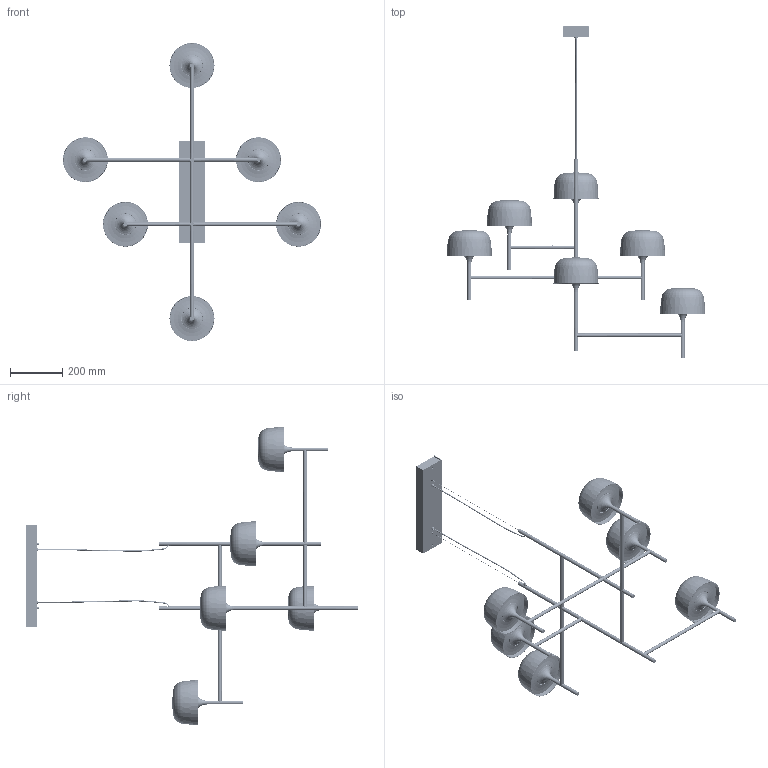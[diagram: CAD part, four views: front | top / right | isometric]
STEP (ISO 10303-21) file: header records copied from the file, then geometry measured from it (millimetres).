
FILE_DESCRIPTION (( 'STEP AP203' ), '1' );
FILE_NAME ('BOL S-6L 201022xxyyy.STEP', '2022-03-21T16:02:02', ( '' ), ( '' ), 'SwSTEP 2.0', 'SolidWorks 2019', '' );
FILE_SCHEMA (( 'CONFIG_CONTROL_DESIGN' ));
Length unit declared in the file: millimetre
Products named in the file (57): 000-201-056; 000-D913-44 NY; 000-SUB-201 CBZ; 000-201-093; 000-201-099; 000-201-094; 000-201-084; 000-920-062; 000-201-057; 000-D6798J-5.3A2; 000-201-054; 000-201-BOL SUB TAPA FINAL DRIVERS; 000-201-BOL SUB PORTADRIVERS 6E; 000-201-089; 000-201-066; 000-201-086; 000-116-SUB PRENSACABLES CON TOMA TIERRA; 000-116-166; 000-SUB-201 BOL BRAZO 407; 000-905-017; 000-201-065; 000-D913-44A2; 000-D934-M3; 000-SUB-201 BOL BRAZO 254; 000-201-087; 000-201-092; BOL S-6L 201022xxyyy; 000-909-043; 000-D913-68; 000-920-024; 000-D934-M4 A2; 000-D7985-510; CABLE ELECTRICO; 000-201-090; 000-EUCHIPS 40; 000-SUB-201 BOL BRAZO 360; 000-201-130; 000-201-055; 000-D6798J-4.3A2; 000-D7985-316 ...
Assembly tree (131 placements, depth 4):
  BOL S-6L 201022xxyyy
    000-SUB-201 BOL ES_CH V6
      000-201-091
      000-201-092  x2
      000-201-090
      000-201-066
      000-D913-68  x2
      000-201-099  x6
      000-201-130  x2
      000-201-084  x2
    000-SUB-201 BOL BRAZO 407
      000-201-089
      000-201-065
      000-201-066
      000-201-098
    000-SUB-201 BOL BRAZO 407
      000-201-089
      000-201-065
      000-201-066
      000-201-098
    000-SUB-201 BOL BRAZO 360
      000-201-098
      000-201-086
      000-201-065
      000-201-066
    000-SUB-201 BOL BRAZO 360
      000-201-098
      000-201-086
      000-201-065
      000-201-066
    000-SUB-201 BOL BRAZO 254
      000-201-087
      000-201-065
      000-201-066
    000-SUB-201 BOL BRAZO 254
      000-201-087
      000-201-065
      000-201-066
    000-SUB-201 CBZ
      000-201-053
      000-201-055
      000-201-056
      000-201-057
      000-201-054
    000-SUB-201 CBZ
      000-201-053
      000-201-055
      000-201-056
      000-201-057
      000-201-054
    000-SUB-201 CBZ
      000-201-053
      000-201-055
      000-201-056
      000-201-057
      000-201-054
    000-SUB-201 CBZ
      000-201-053
      000-201-055
      000-201-056
Bounding box: 986.04 x 1266.35 x 1137.78 mm (x, y, z)
Volume: 2367704.9 mm3; surface area: 1984444 mm2
Topology: 113 solids, 113 shells, 6969 faces, 17485 edges, 11044 vertices
Faces by surface type: plane 3121, cylinder 1251, bspline 1182, torus 681, cone 634, sphere 100
Entity records: 112461 total; most frequent: CARTESIAN_POINT 44686, ORIENTED_EDGE 12994, DIRECTION 11306, EDGE_CURVE 6497, VERTEX_POINT 4189, LINE 3928, VECTOR 3928, AXIS2_PLACEMENT_3D 3689
